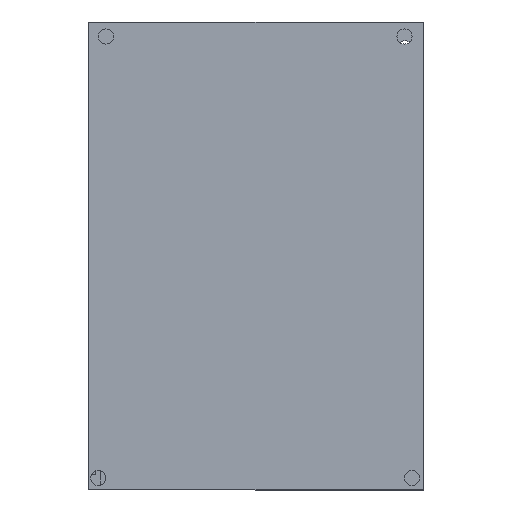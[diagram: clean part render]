
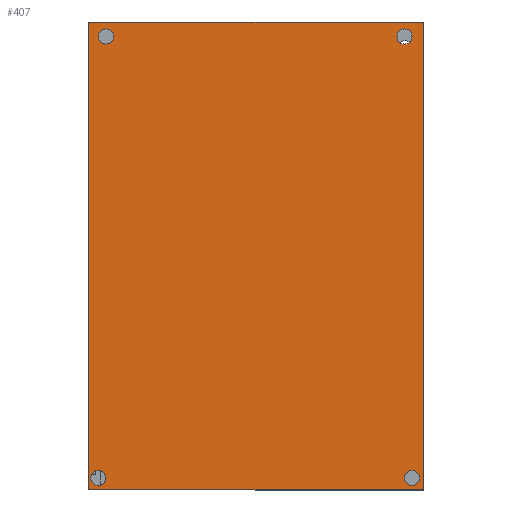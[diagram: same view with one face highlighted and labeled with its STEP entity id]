
A CAD part, front view. The second image highlights one B-rep face of the part: STEP entity #407.
In plain terms, the highlighted planar face has unit normal (0, -1, 0).
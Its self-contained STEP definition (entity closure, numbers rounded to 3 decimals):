
#251 = CARTESIAN_POINT ( 'NONE',  ( 25., 0., 35. ) ) ;
#280 = VERTEX_POINT ( 'NONE', #35828 ) ;
#372 = CARTESIAN_POINT ( 'NONE',  ( 25., 0., -35. ) ) ;
#406 = AXIS2_PLACEMENT_3D ( 'NONE', #15878, #7467, #26964 ) ;
#407 = ADVANCED_FACE ( 'NONE', ( #21775, #11278, #32700, #20894, #27008 ), #30615, .T. ) ;
#755 = ORIENTED_EDGE ( 'NONE', *, *, #13373, .F. ) ;
#1231 = DIRECTION ( 'NONE',  ( 0., -1., 0. ) ) ;
#1343 = VERTEX_POINT ( 'NONE', #2201 ) ;
#1394 = CIRCLE ( 'NONE', #31326, 1.13 ) ;
#1666 = CARTESIAN_POINT ( 'NONE',  ( -23.577, 0., -32.063 ) ) ;
#1870 = CARTESIAN_POINT ( 'NONE',  ( 25., 0., 35. ) ) ;
#1887 = VERTEX_POINT ( 'NONE', #1666 ) ;
#2201 = CARTESIAN_POINT ( 'NONE',  ( -25., 0., 35. ) ) ;
#2705 = CARTESIAN_POINT ( 'NONE',  ( -22.447, 0., 32.835 ) ) ;
#2944 = DIRECTION ( 'NONE',  ( 0., 0., -1. ) ) ;
#2978 = AXIS2_PLACEMENT_3D ( 'NONE', #5516, #30268, #24884 ) ;
#3863 = LINE ( 'NONE', #372, #13011 ) ;
#4628 = VECTOR ( 'NONE', #21119, 1000. ) ;
#5516 = CARTESIAN_POINT ( 'NONE',  ( 23.338, 0., -33.193 ) ) ;
#6000 = CARTESIAN_POINT ( 'NONE',  ( -23.577, 0., -33.193 ) ) ;
#6117 = ORIENTED_EDGE ( 'NONE', *, *, #30743, .F. ) ;
#6455 = CARTESIAN_POINT ( 'NONE',  ( 22.208, 0., 32.835 ) ) ;
#7417 = EDGE_LOOP ( 'NONE', ( #33435, #8051 ) ) ;
#7467 = DIRECTION ( 'NONE',  ( 0., -1., 0. ) ) ;
#7532 = DIRECTION ( 'NONE',  ( 0., -1., 0. ) ) ;
#7734 = ORIENTED_EDGE ( 'NONE', *, *, #27939, .F. ) ;
#8051 = ORIENTED_EDGE ( 'NONE', *, *, #14073, .F. ) ;
#8609 = VECTOR ( 'NONE', #26668, 1000. ) ;
#9024 = VERTEX_POINT ( 'NONE', #35130 ) ;
#9734 = EDGE_CURVE ( 'NONE', #28314, #280, #13463, .T. ) ;
#10246 = VERTEX_POINT ( 'NONE', #251 ) ;
#10360 = AXIS2_PLACEMENT_3D ( 'NONE', #34071, #17008, #25389 ) ;
#10958 = CARTESIAN_POINT ( 'NONE',  ( -22.447, 0., 32.835 ) ) ;
#11275 = ORIENTED_EDGE ( 'NONE', *, *, #9734, .F. ) ;
#11278 = FACE_BOUND ( 'NONE', #7417, .T. ) ;
#11548 = EDGE_CURVE ( 'NONE', #32149, #1343, #33527, .T. ) ;
#12201 = EDGE_CURVE ( 'NONE', #1887, #16037, #23841, .T. ) ;
#12679 = EDGE_CURVE ( 'NONE', #35102, #32688, #31700, .T. ) ;
#13011 = VECTOR ( 'NONE', #26300, 1000. ) ;
#13121 = CARTESIAN_POINT ( 'NONE',  ( 23.338, 0., -33.193 ) ) ;
#13373 = EDGE_CURVE ( 'NONE', #10246, #20918, #17641, .T. ) ;
#13382 = CARTESIAN_POINT ( 'NONE',  ( -25., 0., -35. ) ) ;
#13463 = CIRCLE ( 'NONE', #10360, 1.13 ) ;
#13644 = DIRECTION ( 'NONE',  ( 0., -1., 0. ) ) ;
#13731 = ORIENTED_EDGE ( 'NONE', *, *, #33466, .F. ) ;
#13881 = DIRECTION ( 'NONE',  ( 0., -1., 0. ) ) ;
#14005 = DIRECTION ( 'NONE',  ( 0., -1., 0. ) ) ;
#14073 = EDGE_CURVE ( 'NONE', #14146, #9024, #18031, .T. ) ;
#14100 = AXIS2_PLACEMENT_3D ( 'NONE', #13121, #7532, #32191 ) ;
#14146 = VERTEX_POINT ( 'NONE', #26550 ) ;
#14413 = DIRECTION ( 'NONE',  ( 0., 0., -1. ) ) ;
#15235 = DIRECTION ( 'NONE',  ( 0., 0., -1. ) ) ;
#15731 = CARTESIAN_POINT ( 'NONE',  ( -23.577, 0., -34.323 ) ) ;
#15878 = CARTESIAN_POINT ( 'NONE',  ( -23.577, 0., -33.193 ) ) ;
#16037 = VERTEX_POINT ( 'NONE', #15731 ) ;
#16551 = DIRECTION ( 'NONE',  ( 0., 0., -1. ) ) ;
#16583 = CIRCLE ( 'NONE', #406, 1.13 ) ;
#17008 = DIRECTION ( 'NONE',  ( 0., -1., 0. ) ) ;
#17641 = LINE ( 'NONE', #30809, #32475 ) ;
#17815 = CARTESIAN_POINT ( 'NONE',  ( 22.208, 0., 31.705 ) ) ;
#18031 = CIRCLE ( 'NONE', #14100, 1.13 ) ;
#18692 = AXIS2_PLACEMENT_3D ( 'NONE', #28244, #13881, #22643 ) ;
#18850 = EDGE_LOOP ( 'NONE', ( #25308, #32168, #755, #31342 ) ) ;
#18991 = CIRCLE ( 'NONE', #20403, 1.13 ) ;
#20403 = AXIS2_PLACEMENT_3D ( 'NONE', #2705, #13644, #33196 ) ;
#20841 = AXIS2_PLACEMENT_3D ( 'NONE', #10958, #14005, #2944 ) ;
#20894 = FACE_BOUND ( 'NONE', #22057, .T. ) ;
#20918 = VERTEX_POINT ( 'NONE', #29088 ) ;
#21056 = EDGE_LOOP ( 'NONE', ( #11275, #13731 ) ) ;
#21119 = DIRECTION ( 'NONE',  ( 1., 0., 0. ) ) ;
#21765 = EDGE_LOOP ( 'NONE', ( #6117, #23072 ) ) ;
#21775 = FACE_BOUND ( 'NONE', #21765, .T. ) ;
#22057 = EDGE_LOOP ( 'NONE', ( #7734, #28978 ) ) ;
#22643 = DIRECTION ( 'NONE',  ( 0., 0., -1. ) ) ;
#23072 = ORIENTED_EDGE ( 'NONE', *, *, #12201, .F. ) ;
#23096 = CIRCLE ( 'NONE', #2978, 1.13 ) ;
#23841 = CIRCLE ( 'NONE', #25477, 1.13 ) ;
#24040 = CARTESIAN_POINT ( 'NONE',  ( -22.447, 0., 33.965 ) ) ;
#24114 = EDGE_CURVE ( 'NONE', #20918, #32149, #3863, .T. ) ;
#24884 = DIRECTION ( 'NONE',  ( 0., 0., -1. ) ) ;
#25308 = ORIENTED_EDGE ( 'NONE', *, *, #11548, .F. ) ;
#25389 = DIRECTION ( 'NONE',  ( 0., 0., -1. ) ) ;
#25477 = AXIS2_PLACEMENT_3D ( 'NONE', #6000, #33833, #14413 ) ;
#26300 = DIRECTION ( 'NONE',  ( -1., 0., 0. ) ) ;
#26550 = CARTESIAN_POINT ( 'NONE',  ( 23.338, 0., -32.063 ) ) ;
#26668 = DIRECTION ( 'NONE',  ( 0., 0., 1. ) ) ;
#26964 = DIRECTION ( 'NONE',  ( 0., 0., -1. ) ) ;
#27008 = FACE_OUTER_BOUND ( 'NONE', #18850, .T. ) ;
#27291 = LINE ( 'NONE', #1870, #4628 ) ;
#27777 = EDGE_CURVE ( 'NONE', #1343, #10246, #27291, .T. ) ;
#27939 = EDGE_CURVE ( 'NONE', #32688, #35102, #18991, .T. ) ;
#28244 = CARTESIAN_POINT ( 'NONE',  ( 0., 0., 0. ) ) ;
#28314 = VERTEX_POINT ( 'NONE', #17815 ) ;
#28978 = ORIENTED_EDGE ( 'NONE', *, *, #12679, .F. ) ;
#29088 = CARTESIAN_POINT ( 'NONE',  ( 25., 0., -35. ) ) ;
#30268 = DIRECTION ( 'NONE',  ( 0., -1., 0. ) ) ;
#30554 = CARTESIAN_POINT ( 'NONE',  ( -22.447, 0., 31.705 ) ) ;
#30615 = PLANE ( 'NONE',  #18692 ) ;
#30743 = EDGE_CURVE ( 'NONE', #16037, #1887, #16583, .T. ) ;
#30807 = EDGE_CURVE ( 'NONE', #9024, #14146, #23096, .T. ) ;
#30809 = CARTESIAN_POINT ( 'NONE',  ( 25., 0., -35. ) ) ;
#31326 = AXIS2_PLACEMENT_3D ( 'NONE', #6455, #1231, #15235 ) ;
#31342 = ORIENTED_EDGE ( 'NONE', *, *, #27777, .F. ) ;
#31700 = CIRCLE ( 'NONE', #20841, 1.13 ) ;
#32149 = VERTEX_POINT ( 'NONE', #13382 ) ;
#32168 = ORIENTED_EDGE ( 'NONE', *, *, #24114, .F. ) ;
#32191 = DIRECTION ( 'NONE',  ( 0., 0., -1. ) ) ;
#32475 = VECTOR ( 'NONE', #16551, 1000. ) ;
#32688 = VERTEX_POINT ( 'NONE', #30554 ) ;
#32700 = FACE_BOUND ( 'NONE', #21056, .T. ) ;
#33196 = DIRECTION ( 'NONE',  ( 0., 0., -1. ) ) ;
#33435 = ORIENTED_EDGE ( 'NONE', *, *, #30807, .F. ) ;
#33466 = EDGE_CURVE ( 'NONE', #280, #28314, #1394, .T. ) ;
#33527 = LINE ( 'NONE', #35351, #8609 ) ;
#33833 = DIRECTION ( 'NONE',  ( 0., -1., 0. ) ) ;
#34071 = CARTESIAN_POINT ( 'NONE',  ( 22.208, 0., 32.835 ) ) ;
#35102 = VERTEX_POINT ( 'NONE', #24040 ) ;
#35130 = CARTESIAN_POINT ( 'NONE',  ( 23.338, 0., -34.323 ) ) ;
#35351 = CARTESIAN_POINT ( 'NONE',  ( -25., 0., -35. ) ) ;
#35828 = CARTESIAN_POINT ( 'NONE',  ( 22.208, 0., 33.965 ) ) ;
